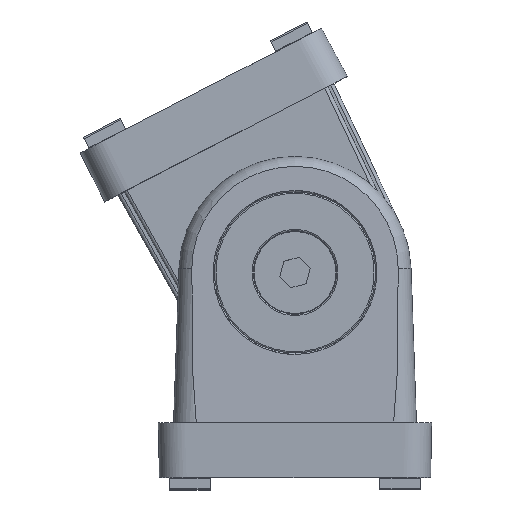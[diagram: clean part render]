
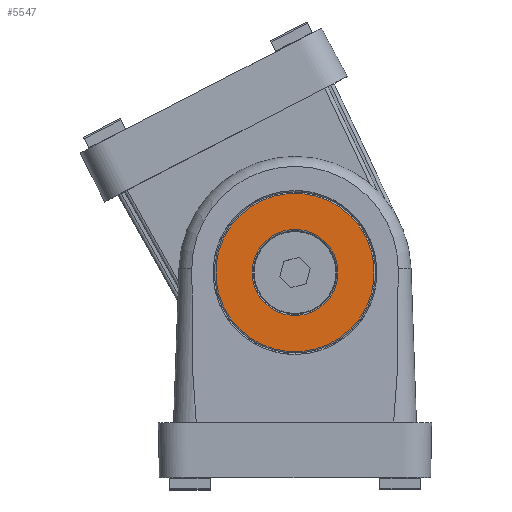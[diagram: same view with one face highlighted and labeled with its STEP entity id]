
A CAD part, top view. The second image highlights one B-rep face of the part: STEP entity #5547.
In plain terms, the highlighted planar face has unit normal (0, 0, 1).
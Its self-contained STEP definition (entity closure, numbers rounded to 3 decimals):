
#120 = DIRECTION ( 'NONE',  ( -1., 0., 0. ) ) ;
#672 = CIRCLE ( 'NONE', #4019, 6.3 ) ;
#700 = DIRECTION ( 'NONE',  ( 0., 0., -1. ) ) ;
#807 = CARTESIAN_POINT ( 'NONE',  ( 0., 0., 0. ) ) ;
#972 = AXIS2_PLACEMENT_3D ( 'NONE', #3400, #1752, #4099 ) ;
#1059 = FACE_BOUND ( 'NONE', #5076, .T. ) ;
#1297 = ORIENTED_EDGE ( 'NONE', *, *, #3051, .T. ) ;
#1352 = ORIENTED_EDGE ( 'NONE', *, *, #7855, .F. ) ;
#1450 = CARTESIAN_POINT ( 'NONE',  ( 0., 0., 0. ) ) ;
#1701 = DIRECTION ( 'NONE',  ( 0., 0., -1. ) ) ;
#1752 = DIRECTION ( 'NONE',  ( 0., 0., 1. ) ) ;
#2359 = EDGE_CURVE ( 'NONE', #3603, #6433, #8447, .T. ) ;
#2769 = CIRCLE ( 'NONE', #6423, 11.6 ) ;
#2904 = CARTESIAN_POINT ( 'NONE',  ( 0., 0., 0. ) ) ;
#3026 = DIRECTION ( 'NONE',  ( 0., 0., -1. ) ) ;
#3051 = EDGE_CURVE ( 'NONE', #6433, #3603, #672, .T. ) ;
#3111 = DIRECTION ( 'NONE',  ( -1., 0., 0. ) ) ;
#3400 = CARTESIAN_POINT ( 'NONE',  ( 0., 11.6, 0. ) ) ;
#3603 = VERTEX_POINT ( 'NONE', #4761 ) ;
#3691 = DIRECTION ( 'NONE',  ( -1., 0., 0. ) ) ;
#4019 = AXIS2_PLACEMENT_3D ( 'NONE', #1450, #7558, #6724 ) ;
#4099 = DIRECTION ( 'NONE',  ( 1., 0., 0. ) ) ;
#4402 = VERTEX_POINT ( 'NONE', #7227 ) ;
#4761 = CARTESIAN_POINT ( 'NONE',  ( -6.3, 0., 0. ) ) ;
#5003 = CARTESIAN_POINT ( 'NONE',  ( -11.6, 0., 0. ) ) ;
#5076 = EDGE_LOOP ( 'NONE', ( #5576, #1297 ) ) ;
#5394 = FACE_OUTER_BOUND ( 'NONE', #8006, .T. ) ;
#5547 = ADVANCED_FACE ( 'NONE', ( #1059, #5394 ), #7907, .T. ) ;
#5576 = ORIENTED_EDGE ( 'NONE', *, *, #2359, .T. ) ;
#5602 = CIRCLE ( 'NONE', #7028, 11.6 ) ;
#5781 = CARTESIAN_POINT ( 'NONE',  ( 6.3, 0., 0. ) ) ;
#6002 = ORIENTED_EDGE ( 'NONE', *, *, #6256, .F. ) ;
#6256 = EDGE_CURVE ( 'NONE', #9003, #4402, #5602, .T. ) ;
#6423 = AXIS2_PLACEMENT_3D ( 'NONE', #2904, #700, #3691 ) ;
#6433 = VERTEX_POINT ( 'NONE', #5781 ) ;
#6724 = DIRECTION ( 'NONE',  ( -1., 0., 0. ) ) ;
#6808 = CARTESIAN_POINT ( 'NONE',  ( 0., 0., 0. ) ) ;
#7028 = AXIS2_PLACEMENT_3D ( 'NONE', #807, #1701, #120 ) ;
#7227 = CARTESIAN_POINT ( 'NONE',  ( 11.6, 0., 0. ) ) ;
#7558 = DIRECTION ( 'NONE',  ( 0., 0., -1. ) ) ;
#7855 = EDGE_CURVE ( 'NONE', #4402, #9003, #2769, .T. ) ;
#7907 = PLANE ( 'NONE',  #972 ) ;
#8006 = EDGE_LOOP ( 'NONE', ( #6002, #1352 ) ) ;
#8447 = CIRCLE ( 'NONE', #8610, 6.3 ) ;
#8610 = AXIS2_PLACEMENT_3D ( 'NONE', #6808, #3026, #3111 ) ;
#9003 = VERTEX_POINT ( 'NONE', #5003 ) ;
